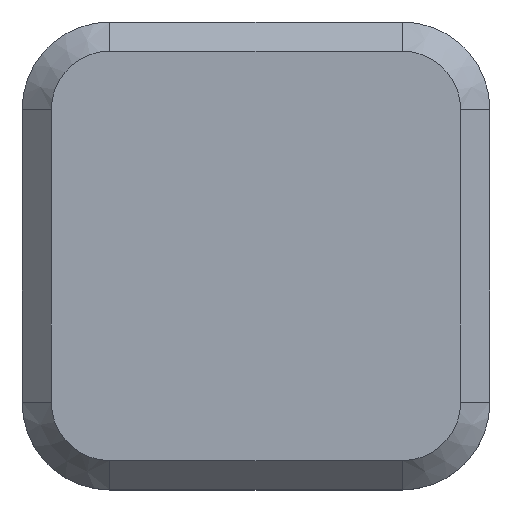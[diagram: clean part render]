
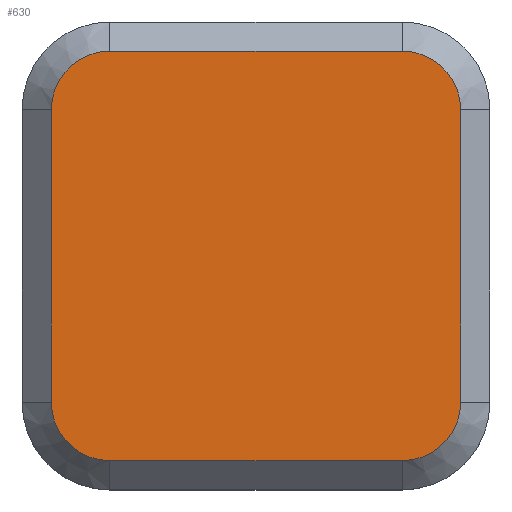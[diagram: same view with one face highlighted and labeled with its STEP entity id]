
A CAD part, top view. The second image highlights one B-rep face of the part: STEP entity #630.
In plain terms, the highlighted planar face has unit normal (0, 0, 1).
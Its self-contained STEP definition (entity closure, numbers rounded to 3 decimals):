
#40=PLANE('',#696);
#76=FACE_OUTER_BOUND('',#114,.T.);
#114=EDGE_LOOP('',(#575,#576,#577,#578,#579,#580,#581,#582));
#119=LINE('',#903,#179);
#127=LINE('',#922,#187);
#140=LINE('',#961,#200);
#142=LINE('',#967,#202);
#179=VECTOR('',#711,10.);
#187=VECTOR('',#729,10.);
#200=VECTOR('',#774,10.);
#202=VECTOR('',#782,10.);
#238=CIRCLE('',#639,2.);
#242=CIRCLE('',#647,2.);
#243=CIRCLE('',#651,2.);
#246=CIRCLE('',#659,2.);
#268=VERTEX_POINT('',#900);
#269=VERTEX_POINT('',#902);
#271=VERTEX_POINT('',#908);
#275=VERTEX_POINT('',#920);
#279=VERTEX_POINT('',#932);
#282=VERTEX_POINT('',#945);
#285=VERTEX_POINT('',#959);
#286=VERTEX_POINT('',#963);
#325=EDGE_CURVE('',#269,#268,#119,.T.);
#329=EDGE_CURVE('',#268,#271,#238,.F.);
#335=EDGE_CURVE('',#275,#271,#127,.F.);
#341=EDGE_CURVE('',#275,#279,#242,.F.);
#347=EDGE_CURVE('',#269,#282,#243,.T.);
#355=EDGE_CURVE('',#285,#279,#140,.F.);
#357=EDGE_CURVE('',#285,#286,#246,.F.);
#358=EDGE_CURVE('',#282,#286,#142,.F.);
#575=ORIENTED_EDGE('',*,*,#335,.F.);
#576=ORIENTED_EDGE('',*,*,#341,.T.);
#577=ORIENTED_EDGE('',*,*,#355,.F.);
#578=ORIENTED_EDGE('',*,*,#357,.T.);
#579=ORIENTED_EDGE('',*,*,#358,.F.);
#580=ORIENTED_EDGE('',*,*,#347,.F.);
#581=ORIENTED_EDGE('',*,*,#325,.T.);
#582=ORIENTED_EDGE('',*,*,#329,.T.);
#630=ADVANCED_FACE('',(#76),#40,.T.);
#639=AXIS2_PLACEMENT_3D('',#910,#718,#719);
#647=AXIS2_PLACEMENT_3D('',#934,#742,#743);
#651=AXIS2_PLACEMENT_3D('',#946,#755,#756);
#659=AXIS2_PLACEMENT_3D('',#965,#778,#779);
#696=AXIS2_PLACEMENT_3D('',#1067,#885,#886);
#711=DIRECTION('',(1.,0.,0.));
#718=DIRECTION('center_axis',(0.,0.,-1.));
#719=DIRECTION('ref_axis',(0.707,-0.707,0.));
#729=DIRECTION('',(0.,1.,0.));
#742=DIRECTION('center_axis',(0.,0.,-1.));
#743=DIRECTION('ref_axis',(0.707,0.707,0.));
#755=DIRECTION('center_axis',(0.,0.,-1.));
#756=DIRECTION('ref_axis',(-0.707,-0.707,0.));
#774=DIRECTION('',(-1.,0.,0.));
#778=DIRECTION('center_axis',(0.,0.,-1.));
#779=DIRECTION('ref_axis',(-0.707,0.707,0.));
#782=DIRECTION('',(0.,-1.,0.));
#885=DIRECTION('center_axis',(0.,0.,1.));
#886=DIRECTION('ref_axis',(1.,0.,0.));
#900=CARTESIAN_POINT('',(5.,-7.,3.));
#902=CARTESIAN_POINT('',(-5.,-7.,3.));
#903=CARTESIAN_POINT('',(-2.,-7.,3.));
#908=CARTESIAN_POINT('',(7.,-5.,3.));
#910=CARTESIAN_POINT('Origin',(5.,-5.,3.));
#920=CARTESIAN_POINT('',(7.,5.,3.));
#922=CARTESIAN_POINT('',(7.,-2.,3.));
#932=CARTESIAN_POINT('',(5.,7.,3.));
#934=CARTESIAN_POINT('Origin',(5.,5.,3.));
#945=CARTESIAN_POINT('',(-7.,-5.,3.));
#946=CARTESIAN_POINT('Origin',(-5.,-5.,3.));
#959=CARTESIAN_POINT('',(-5.,7.,3.));
#961=CARTESIAN_POINT('',(2.,7.,3.));
#963=CARTESIAN_POINT('',(-7.,5.,3.));
#965=CARTESIAN_POINT('Origin',(-5.,5.,3.));
#967=CARTESIAN_POINT('',(-7.,2.,3.));
#1067=CARTESIAN_POINT('Origin',(0.,0.,3.));
